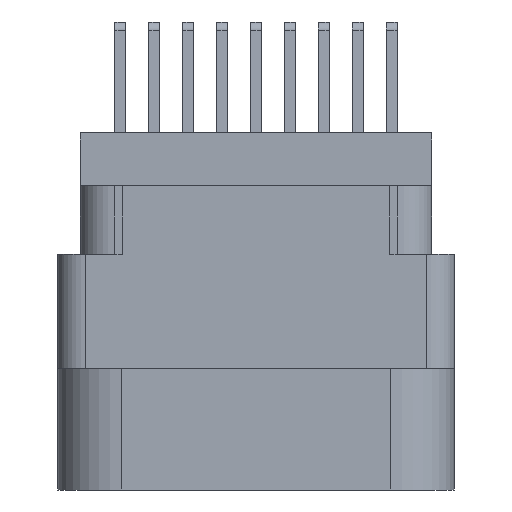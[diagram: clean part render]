
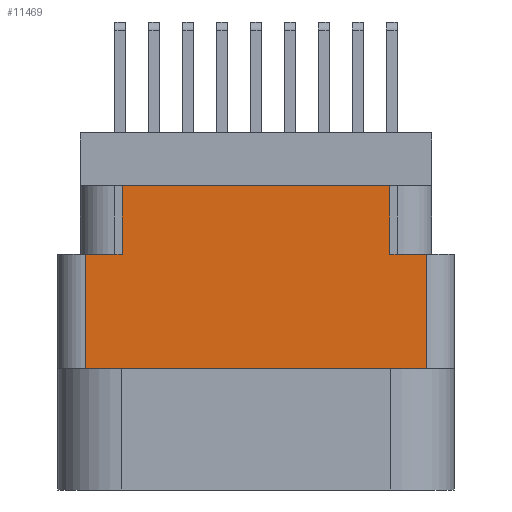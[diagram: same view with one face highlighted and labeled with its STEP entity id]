
A CAD part, left-side view. The second image highlights one B-rep face of the part: STEP entity #11469.
In plain terms, the highlighted planar face has unit normal (-1, 0, 0).
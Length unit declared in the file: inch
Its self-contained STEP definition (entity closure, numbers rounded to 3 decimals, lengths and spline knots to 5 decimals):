
#168 = CARTESIAN_POINT ( 'NONE',  ( -1., 0.296, -0.268 ) ) ;
#433 = DIRECTION ( 'NONE',  ( 0., 0., -1. ) ) ;
#822 = LINE ( 'NONE', #15498, #8597 ) ;
#1154 = VERTEX_POINT ( 'NONE', #11037 ) ;
#1199 = DIRECTION ( 'NONE',  ( 0., -1., 0. ) ) ;
#1208 = DIRECTION ( 'NONE',  ( -1., 0., 0. ) ) ;
#1800 = CARTESIAN_POINT ( 'NONE',  ( -1., -0.376, -0.789 ) ) ;
#3709 = FACE_OUTER_BOUND ( 'NONE', #27894, .T. ) ;
#3722 = VECTOR ( 'NONE', #6378, 39.37008 ) ;
#3795 = ORIENTED_EDGE ( 'NONE', *, *, #33545, .F. ) ;
#4169 = ORIENTED_EDGE ( 'NONE', *, *, #14495, .F. ) ;
#4457 = CARTESIAN_POINT ( 'NONE',  ( -1., -0.296, -0.268 ) ) ;
#4989 = VERTEX_POINT ( 'NONE', #34857 ) ;
#5167 = VERTEX_POINT ( 'NONE', #9445 ) ;
#5240 = LINE ( 'NONE', #1800, #37373 ) ;
#5505 = VECTOR ( 'NONE', #16449, 39.37008 ) ;
#6034 = ORIENTED_EDGE ( 'NONE', *, *, #32575, .F. ) ;
#6378 = DIRECTION ( 'NONE',  ( 0., -1., 0. ) ) ;
#6983 = EDGE_CURVE ( 'NONE', #11302, #4989, #822, .T. ) ;
#7023 = ORIENTED_EDGE ( 'NONE', *, *, #26245, .T. ) ;
#8043 = LINE ( 'NONE', #34362, #12510 ) ;
#8597 = VECTOR ( 'NONE', #1199, 39.37008 ) ;
#8978 = ORIENTED_EDGE ( 'NONE', *, *, #33718, .T. ) ;
#9408 = LINE ( 'NONE', #4457, #34836 ) ;
#9445 = CARTESIAN_POINT ( 'NONE',  ( -1., 0.296, -0.117 ) ) ;
#11037 = CARTESIAN_POINT ( 'NONE',  ( -1., -0.376, -0.52 ) ) ;
#11302 = VERTEX_POINT ( 'NONE', #35008 ) ;
#11469 = ADVANCED_FACE ( 'NONE', ( #3709 ), #21252, .T. ) ;
#11989 = CARTESIAN_POINT ( 'NONE',  ( -1., 0.376, -0.52 ) ) ;
#12510 = VECTOR ( 'NONE', #23612, 39.37008 ) ;
#12531 = VERTEX_POINT ( 'NONE', #20008 ) ;
#13601 = DIRECTION ( 'NONE',  ( 0., 0., 1. ) ) ;
#14495 = EDGE_CURVE ( 'NONE', #4989, #5167, #37586, .T. ) ;
#14749 = ORIENTED_EDGE ( 'NONE', *, *, #35116, .T. ) ;
#15498 = CARTESIAN_POINT ( 'NONE',  ( -1., 0., -0.268 ) ) ;
#15691 = CARTESIAN_POINT ( 'NONE',  ( -1., -0.438, -0.789 ) ) ;
#16066 = DIRECTION ( 'NONE',  ( 0., 0., 1. ) ) ;
#16260 = LINE ( 'NONE', #33838, #5505 ) ;
#16302 = VERTEX_POINT ( 'NONE', #22174 ) ;
#16449 = DIRECTION ( 'NONE',  ( 0., -1., 0. ) ) ;
#16677 = CARTESIAN_POINT ( 'NONE',  ( -1., -0.296, -0.268 ) ) ;
#17445 = AXIS2_PLACEMENT_3D ( 'NONE', #15691, #1208, #36135 ) ;
#18854 = ORIENTED_EDGE ( 'NONE', *, *, #29092, .T. ) ;
#19565 = VERTEX_POINT ( 'NONE', #11989 ) ;
#20008 = CARTESIAN_POINT ( 'NONE',  ( -1., -0.296, -0.117 ) ) ;
#21252 = PLANE ( 'NONE',  #17445 ) ;
#22174 = CARTESIAN_POINT ( 'NONE',  ( -1., -0.376, -0.268 ) ) ;
#23612 = DIRECTION ( 'NONE',  ( 0., -1., 0. ) ) ;
#23786 = ORIENTED_EDGE ( 'NONE', *, *, #6983, .F. ) ;
#24367 = VECTOR ( 'NONE', #34726, 39.37008 ) ;
#26245 = EDGE_CURVE ( 'NONE', #19565, #1154, #8043, .T. ) ;
#26567 = CARTESIAN_POINT ( 'NONE',  ( -1., 0.376, -0.789 ) ) ;
#27894 = EDGE_LOOP ( 'NONE', ( #23786, #18854, #7023, #14749, #6034, #8978, #3795, #4169 ) ) ;
#29092 = EDGE_CURVE ( 'NONE', #11302, #19565, #29441, .T. ) ;
#29441 = LINE ( 'NONE', #26567, #37697 ) ;
#31784 = CARTESIAN_POINT ( 'NONE',  ( -1., 0.438, -0.117 ) ) ;
#32575 = EDGE_CURVE ( 'NONE', #36778, #16302, #16260, .T. ) ;
#33545 = EDGE_CURVE ( 'NONE', #5167, #12531, #35001, .T. ) ;
#33718 = EDGE_CURVE ( 'NONE', #36778, #12531, #9408, .T. ) ;
#33838 = CARTESIAN_POINT ( 'NONE',  ( -1., 0., -0.268 ) ) ;
#34362 = CARTESIAN_POINT ( 'NONE',  ( -1., 0., -0.52 ) ) ;
#34726 = DIRECTION ( 'NONE',  ( 0., 0., 1. ) ) ;
#34836 = VECTOR ( 'NONE', #16066, 39.37008 ) ;
#34857 = CARTESIAN_POINT ( 'NONE',  ( -1., 0.296, -0.268 ) ) ;
#35001 = LINE ( 'NONE', #31784, #3722 ) ;
#35008 = CARTESIAN_POINT ( 'NONE',  ( -1., 0.376, -0.268 ) ) ;
#35116 = EDGE_CURVE ( 'NONE', #1154, #16302, #5240, .T. ) ;
#36135 = DIRECTION ( 'NONE',  ( 0., 0., 1. ) ) ;
#36778 = VERTEX_POINT ( 'NONE', #16677 ) ;
#37373 = VECTOR ( 'NONE', #13601, 39.37008 ) ;
#37586 = LINE ( 'NONE', #168, #24367 ) ;
#37697 = VECTOR ( 'NONE', #433, 39.37008 ) ;
